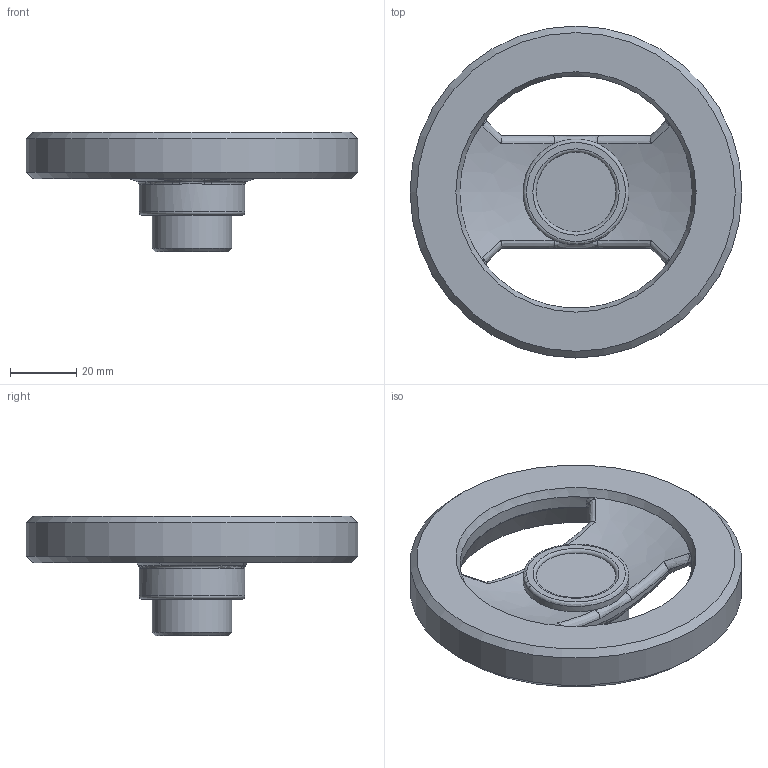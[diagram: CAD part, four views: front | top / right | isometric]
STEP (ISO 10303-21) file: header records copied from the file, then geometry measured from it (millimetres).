
FILE_DESCRIPTION( ( 'Unknown' ), '1' );
FILE_NAME( '6105005_VR2_100.stp', 'Unknown', ( 'Unknown' ), ( 'Unknown' ), 'PSStep 10.0', 'Unknown', ' ' );
FILE_SCHEMA( ( 'automotive_design' ) );
Length unit declared in the file: millimetre
Products named in the file (1): 6105005
Bounding box: 100 x 100 x 36 mm (x, y, z)
Volume: 79092.2 mm3; surface area: 21426.5 mm2
Topology: 1 solids, 1 shells, 69 faces, 179 edges, 112 vertices
Faces by surface type: bspline 38, plane 12, cone 7, cylinder 7, torus 5
Full cylindrical faces by diameter (mm): 4 x1, 24 x1, 31.85 x1, 31.9 x1, 100 x1
Entity records: 7309 total; most frequent: CARTESIAN_POINT 5509, ORIENTED_EDGE 306, DIRECTION 162, EDGE_CURVE 153, VERTEX_POINT 104, B_SPLINE_CURVE_WITH_KNOTS 104, EDGE_LOOP 88, AXIS2_PLACEMENT_3D 81
